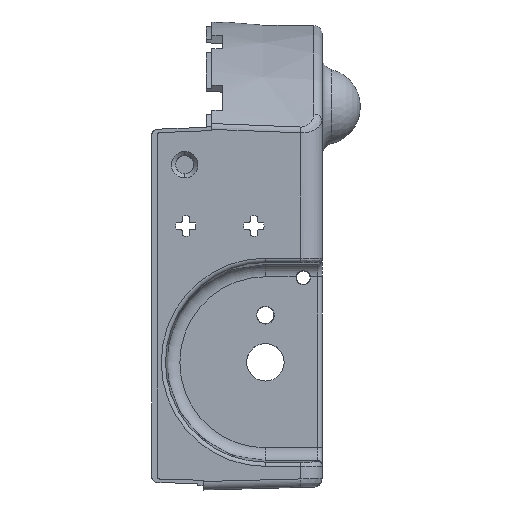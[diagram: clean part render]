
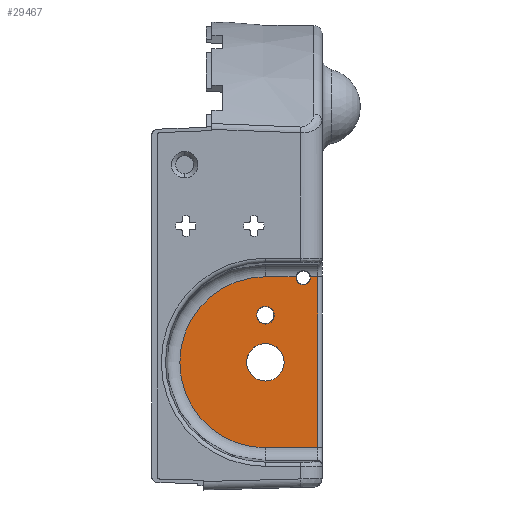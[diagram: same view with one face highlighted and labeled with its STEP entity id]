
A CAD part, left-side view. The second image highlights one B-rep face of the part: STEP entity #29467.
In plain terms, the highlighted planar face has unit normal (-1, 0, 0).
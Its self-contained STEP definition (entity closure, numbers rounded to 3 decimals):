
#7659=CARTESIAN_POINT('',(-37.9,13.3,-13.95));
#7660=DIRECTION('',(1.,0.,0.));
#7661=DIRECTION('',(0.,0.,-1.));
#7662=AXIS2_PLACEMENT_3D('',#7659,#7660,#7661);
#7667=CARTESIAN_POINT('',(-37.9,13.3,-13.95));
#7668=DIRECTION('',(1.,0.,0.));
#7669=DIRECTION('',(0.,0.,1.));
#7670=AXIS2_PLACEMENT_3D('',#7667,#7668,#7669);
#7675=CARTESIAN_POINT('',(-37.9,4.4,-5.15));
#7676=DIRECTION('',(1.,0.,0.));
#7677=DIRECTION('',(0.,-0.991,0.136));
#7678=AXIS2_PLACEMENT_3D('',#7675,#7676,#7677);
#7683=DIRECTION('',(0.,-1.,0.));
#7684=VECTOR('',#7683,1.74);
#7685=CARTESIAN_POINT('',(-37.9,2.74,-4.922));
#7686=LINE('',#7685,#7684);
#7690=DIRECTION('',(0.,0.,-1.));
#7691=VECTOR('',#7690,40.155);
#7692=CARTESIAN_POINT('',(-37.9,1.,-4.922));
#7693=LINE('',#7692,#7691);
#7697=DIRECTION('',(0.,1.,0.));
#7698=VECTOR('',#7697,12.3);
#7699=CARTESIAN_POINT('',(-37.9,1.,-45.078));
#7700=LINE('',#7699,#7698);
#7704=CARTESIAN_POINT('',(-37.9,13.3,-25.));
#7705=DIRECTION('',(1.,0.,0.));
#7706=DIRECTION('',(0.,0.,-1.));
#7707=AXIS2_PLACEMENT_3D('',#7704,#7705,#7706);
#7712=DIRECTION('',(0.,-1.,0.));
#7713=VECTOR('',#7712,7.24);
#7714=CARTESIAN_POINT('',(-37.9,13.3,-4.922));
#7715=LINE('',#7714,#7713);
#7719=CARTESIAN_POINT('',(-37.9,4.4,-5.15));
#7720=DIRECTION('',(1.,0.,0.));
#7721=DIRECTION('',(0.,0.,-1.));
#7722=AXIS2_PLACEMENT_3D('',#7719,#7720,#7721);
#7727=CARTESIAN_POINT('',(-37.9,13.3,-25.));
#7728=DIRECTION('',(1.,0.,0.));
#7729=DIRECTION('',(0.,0.,-1.));
#7730=AXIS2_PLACEMENT_3D('',#7727,#7728,#7729);
#7735=CARTESIAN_POINT('',(-37.9,13.3,-25.));
#7736=DIRECTION('',(1.,0.,0.));
#7737=DIRECTION('',(0.,0.,1.));
#7738=AXIS2_PLACEMENT_3D('',#7735,#7736,#7737);
#20677=CARTESIAN_POINT('',(-37.9,1.,-4.922));
#20678=CARTESIAN_POINT('',(-37.9,1.,-45.078));
#20679=VERTEX_POINT('',#20677);
#20680=VERTEX_POINT('',#20678);
#20697=CARTESIAN_POINT('',(-37.9,13.3,-45.078));
#20698=CARTESIAN_POINT('',(-37.9,13.3,-4.922));
#20699=VERTEX_POINT('',#20697);
#20700=VERTEX_POINT('',#20698);
#21324=CARTESIAN_POINT('',(-37.9,13.3,-16.026));
#21325=CARTESIAN_POINT('',(-37.9,13.3,-11.874));
#21326=VERTEX_POINT('',#21324);
#21327=VERTEX_POINT('',#21325);
#21332=CARTESIAN_POINT('',(-37.9,2.74,-4.922));
#21333=CARTESIAN_POINT('',(-37.9,4.4,-6.826));
#21334=VERTEX_POINT('',#21332);
#21335=VERTEX_POINT('',#21333);
#21336=CARTESIAN_POINT('',(-37.9,6.06,-4.922));
#21337=VERTEX_POINT('',#21336);
#23090=CARTESIAN_POINT('',(-37.9,13.3,-29.4));
#23091=CARTESIAN_POINT('',(-37.9,13.3,-20.6));
#23092=VERTEX_POINT('',#23090);
#23093=VERTEX_POINT('',#23091);
#29439=CARTESIAN_POINT('',(-37.9,0.,0.));
#29440=DIRECTION('',(-1.,0.,0.));
#29441=DIRECTION('',(0.,0.,1.));
#29442=AXIS2_PLACEMENT_3D('',#29439,#29440,#29441);
#29443=PLANE('',#29442);
#29444=ORIENTED_EDGE('',*,*,#29347,.F.);
#29445=ORIENTED_EDGE('',*,*,#29332,.T.);
#29446=ORIENTED_EDGE('',*,*,#29176,.T.);
#29448=ORIENTED_EDGE('',*,*,#29447,.T.);
#29450=ORIENTED_EDGE('',*,*,#29449,.T.);
#29451=ORIENTED_EDGE('',*,*,#29326,.T.);
#29453=ORIENTED_EDGE('',*,*,#29452,.F.);
#29454=EDGE_LOOP('',(#29444,#29445,#29446,#29448,#29450,#29451,#29453));
#29455=FACE_OUTER_BOUND('',#29454,.F.);
#29456=ORIENTED_EDGE('',*,*,#29429,.F.);
#29458=ORIENTED_EDGE('',*,*,#29457,.F.);
#29459=EDGE_LOOP('',(#29456,#29458));
#29460=FACE_BOUND('',#29459,.F.);
#29462=ORIENTED_EDGE('',*,*,#29461,.F.);
#29464=ORIENTED_EDGE('',*,*,#29463,.F.);
#29465=EDGE_LOOP('',(#29462,#29464));
#29466=FACE_BOUND('',#29465,.F.);
#29467=ADVANCED_FACE('',(#29455,#29460,#29466),#29443,.T.);
#7663=CIRCLE('',#7662,2.076);
#7671=CIRCLE('',#7670,2.076);
#7679=CIRCLE('',#7678,1.676);
#7708=CIRCLE('',#7707,20.078);
#7723=CIRCLE('',#7722,1.676);
#7731=CIRCLE('',#7730,4.4);
#7739=CIRCLE('',#7738,4.4);
#29176=EDGE_CURVE('',#20679,#20680,#7693,.T.);
#29326=EDGE_CURVE('',#20700,#21337,#7715,.T.);
#29332=EDGE_CURVE('',#21334,#20679,#7686,.T.);
#29347=EDGE_CURVE('',#21334,#21335,#7679,.T.);
#29429=EDGE_CURVE('',#21326,#21327,#7663,.T.);
#29447=EDGE_CURVE('',#20680,#20699,#7700,.T.);
#29449=EDGE_CURVE('',#20699,#20700,#7708,.T.);
#29452=EDGE_CURVE('',#21335,#21337,#7723,.T.);
#29457=EDGE_CURVE('',#21327,#21326,#7671,.T.);
#29461=EDGE_CURVE('',#23092,#23093,#7731,.T.);
#29463=EDGE_CURVE('',#23093,#23092,#7739,.T.);
